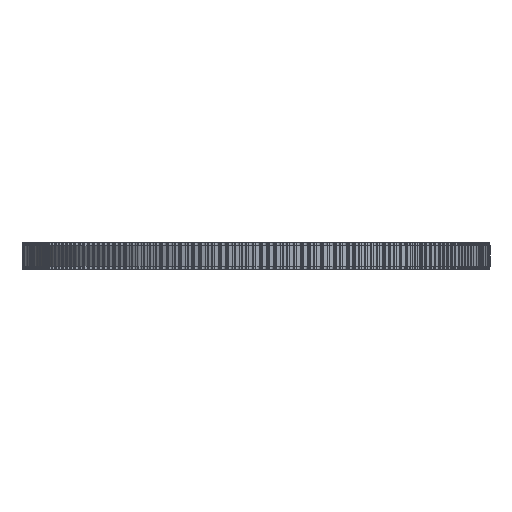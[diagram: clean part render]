
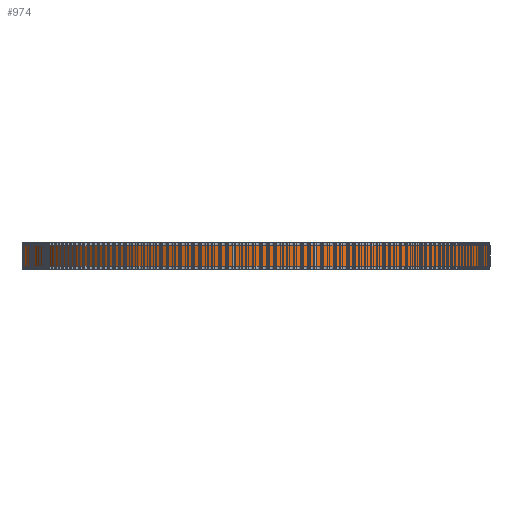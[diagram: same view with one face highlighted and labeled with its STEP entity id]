
A CAD part, left-side view. The second image highlights one B-rep face of the part: STEP entity #974.
In plain terms, the highlighted cylindrical face has radius 67.8 mm (diameter 135.6 mm), a full revolution.
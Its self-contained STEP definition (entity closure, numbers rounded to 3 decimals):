
#97=FACE_BOUND('',#3536,.T.);
#98=FACE_BOUND('',#3537,.T.);
#974=ADVANCED_FACE('',(#97,#98),#1827,.T.);
#1827=CYLINDRICAL_SURFACE('',#18887,67.8);
#3536=EDGE_LOOP('',(#10354));
#3537=EDGE_LOOP('',(#10355));
#10354=ORIENTED_EDGE('',*,*,#14618,.T.);
#10355=ORIENTED_EDGE('',*,*,#14619,.T.);
#12060=VERTEX_POINT('',#29980);
#12061=VERTEX_POINT('',#29982);
#14618=EDGE_CURVE('',#12060,#12060,#16324,.T.);
#14619=EDGE_CURVE('',#12061,#12061,#16325,.T.);
#16324=CIRCLE('',#18885,67.8);
#16325=CIRCLE('',#18886,67.8);
#18885=AXIS2_PLACEMENT_3D('',#29979,#24858,#24859);
#18886=AXIS2_PLACEMENT_3D('',#29981,#24860,#24861);
#18887=AXIS2_PLACEMENT_3D('',#29983,#24862,#24863);
#24858=DIRECTION('',(0.,0.,1.));
#24859=DIRECTION('',(1.,0.,0.));
#24860=DIRECTION('',(0.,0.,-1.));
#24861=DIRECTION('',(1.,0.,0.));
#24862=DIRECTION('',(0.,0.,1.));
#24863=DIRECTION('',(1.,0.,0.));
#29979=CARTESIAN_POINT('',(0.,0.,1.));
#29980=CARTESIAN_POINT('',(67.8,0.,1.));
#29981=CARTESIAN_POINT('',(0.,0.,7.));
#29982=CARTESIAN_POINT('',(67.8,0.,7.));
#29983=CARTESIAN_POINT('',(0.,0.,1.));
